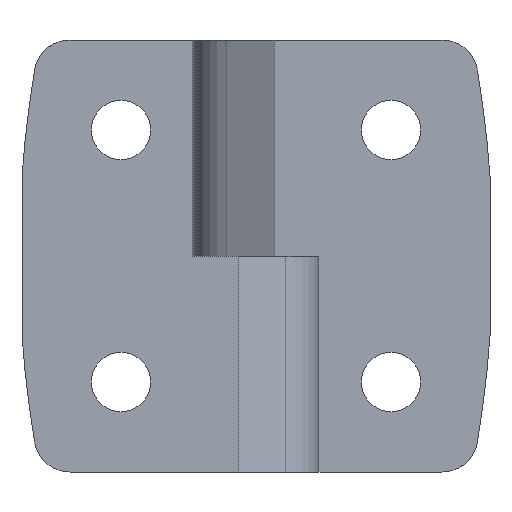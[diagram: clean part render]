
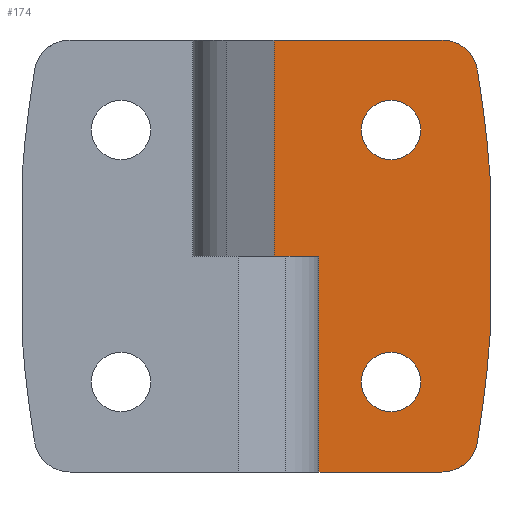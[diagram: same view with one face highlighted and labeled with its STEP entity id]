
A CAD part, front view. The second image highlights one B-rep face of the part: STEP entity #174.
In plain terms, the highlighted planar face has unit normal (0, -1, 0).
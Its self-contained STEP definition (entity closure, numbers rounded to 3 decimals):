
#174 = ADVANCED_FACE( '', ( #339, #340, #341 ), #342, .F. );
#339 = FACE_BOUND( '', #496, .T. );
#340 = FACE_BOUND( '', #497, .T. );
#341 = FACE_OUTER_BOUND( '', #498, .T. );
#342 = PLANE( '', #499 );
#496 = EDGE_LOOP( '', ( #824 ) );
#497 = EDGE_LOOP( '', ( #825 ) );
#498 = EDGE_LOOP( '', ( #826, #827, #828, #829, #830, #831, #832, #833, #834, #835 ) );
#499 = AXIS2_PLACEMENT_3D( '', #836, #837, #838 );
#824 = ORIENTED_EDGE( '', *, *, #1023, .T. );
#825 = ORIENTED_EDGE( '', *, *, #977, .T. );
#826 = ORIENTED_EDGE( '', *, *, #991, .F. );
#827 = ORIENTED_EDGE( '', *, *, #954, .T. );
#828 = ORIENTED_EDGE( '', *, *, #1013, .F. );
#829 = ORIENTED_EDGE( '', *, *, #962, .F. );
#830 = ORIENTED_EDGE( '', *, *, #951, .F. );
#831 = ORIENTED_EDGE( '', *, *, #1024, .F. );
#832 = ORIENTED_EDGE( '', *, *, #1025, .F. );
#833 = ORIENTED_EDGE( '', *, *, #940, .F. );
#834 = ORIENTED_EDGE( '', *, *, #911, .T. );
#835 = ORIENTED_EDGE( '', *, *, #947, .F. );
#836 = CARTESIAN_POINT( '', ( 26., -9., -24. ) );
#837 = DIRECTION( '', ( 0., 1., 0. ) );
#838 = DIRECTION( '', ( 0., 0., 1. ) );
#911 = EDGE_CURVE( '', #1066, #1063, #1067, .T. );
#940 = EDGE_CURVE( '', #1066, #1115, #1116, .T. );
#947 = EDGE_CURVE( '', #1123, #1063, #1125, .T. );
#951 = EDGE_CURVE( '', #1128, #1130, #1131, .T. );
#954 = EDGE_CURVE( '', #1134, #1135, #1136, .T. );
#962 = EDGE_CURVE( '', #1130, #1148, #1149, .T. );
#977 = EDGE_CURVE( '', #1172, #1172, #1173, .T. );
#991 = EDGE_CURVE( '', #1134, #1123, #1193, .T. );
#1013 = EDGE_CURVE( '', #1148, #1135, #1221, .T. );
#1023 = EDGE_CURVE( '', #1231, #1231, #1232, .T. );
#1024 = EDGE_CURVE( '', #1233, #1128, #1234, .T. );
#1025 = EDGE_CURVE( '', #1115, #1233, #1235, .T. );
#1063 = VERTEX_POINT( '', #1280 );
#1066 = VERTEX_POINT( '', #1284 );
#1067 = LINE( '', #1285, #1286 );
#1115 = VERTEX_POINT( '', #1620 );
#1116 = CIRCLE( '', #1621, 125.64 );
#1123 = VERTEX_POINT( '', #1645 );
#1125 = CIRCLE( '', #1648, 125.64 );
#1128 = VERTEX_POINT( '', #1656 );
#1130 = VERTEX_POINT( '', #1659 );
#1131 = LINE( '', #1660, #1661 );
#1134 = VERTEX_POINT( '', #1665 );
#1135 = VERTEX_POINT( '', #1666 );
#1136 = LINE( '', #1667, #1668 );
#1148 = VERTEX_POINT( '', #1683 );
#1149 = LINE( '', #1684, #1685 );
#1172 = VERTEX_POINT( '', #1732 );
#1173 = CIRCLE( '', #1733, 3.3 );
#1193 = CIRCLE( '', #1764, 4. );
#1221 = LINE( '', #1887, #1888 );
#1231 = VERTEX_POINT( '', #1902 );
#1232 = CIRCLE( '', #1903, 3.3 );
#1233 = VERTEX_POINT( '', #1904 );
#1234 = LINE( '', #1905, #1906 );
#1235 = CIRCLE( '', #1907, 4. );
#1280 = CARTESIAN_POINT( '', ( 26., -9., 8.871 ) );
#1284 = CARTESIAN_POINT( '', ( 26., -9., -8.871 ) );
#1285 = CARTESIAN_POINT( '', ( 26., -9., -24. ) );
#1286 = VECTOR( '', #1946, 1000. );
#1620 = CARTESIAN_POINT( '', ( 24.604, -9., -20.658 ) );
#1621 = AXIS2_PLACEMENT_3D( '', #1976, #1977, #1978 );
#1645 = CARTESIAN_POINT( '', ( 24.604, -9., 20.658 ) );
#1648 = AXIS2_PLACEMENT_3D( '', #1982, #1983, #1984 );
#1656 = CARTESIAN_POINT( '', ( 7., -9., -24. ) );
#1659 = CARTESIAN_POINT( '', ( 7., -9., 0. ) );
#1660 = CARTESIAN_POINT( '', ( 7., -9., -24. ) );
#1661 = VECTOR( '', #1986, 1000. );
#1665 = CARTESIAN_POINT( '', ( 20.658, -9., 24. ) );
#1666 = CARTESIAN_POINT( '', ( 2., -9., 24. ) );
#1667 = CARTESIAN_POINT( '', ( 26., -9., 24. ) );
#1668 = VECTOR( '', #1988, 1000. );
#1683 = CARTESIAN_POINT( '', ( 2., -9., 0. ) );
#1684 = CARTESIAN_POINT( '', ( 7., -9., 0. ) );
#1685 = VECTOR( '', #2001, 1000. );
#1732 = CARTESIAN_POINT( '', ( 15., -9., 17.3 ) );
#1733 = AXIS2_PLACEMENT_3D( '', #2018, #2019, #2020 );
#1764 = AXIS2_PLACEMENT_3D( '', #2034, #2035, #2036 );
#1887 = CARTESIAN_POINT( '', ( 2., -9., -24. ) );
#1888 = VECTOR( '', #2049, 1000. );
#1902 = CARTESIAN_POINT( '', ( 15., -9., -10.7 ) );
#1903 = AXIS2_PLACEMENT_3D( '', #2054, #2055, #2056 );
#1904 = CARTESIAN_POINT( '', ( 20.658, -9., -24. ) );
#1905 = CARTESIAN_POINT( '', ( 26., -9., -24. ) );
#1906 = VECTOR( '', #2057, 1000. );
#1907 = AXIS2_PLACEMENT_3D( '', #2058, #2059, #2060 );
#1946 = DIRECTION( '', ( 0., 0., 1. ) );
#1976 = CARTESIAN_POINT( '', ( -99.327, -9., 0. ) );
#1977 = DIRECTION( '', ( 0., 1., 0. ) );
#1978 = DIRECTION( '', ( 1., 0., 0. ) );
#1982 = CARTESIAN_POINT( '', ( -99.327, -9., 0. ) );
#1983 = DIRECTION( '', ( 0., 1., 0. ) );
#1984 = DIRECTION( '', ( 1., 0., 0. ) );
#1986 = DIRECTION( '', ( 0., 0., 1. ) );
#1988 = DIRECTION( '', ( -1., 0., 0. ) );
#2001 = DIRECTION( '', ( -1., 0., 0. ) );
#2018 = CARTESIAN_POINT( '', ( 15., -9., 14. ) );
#2019 = DIRECTION( '', ( 0., 1., 0. ) );
#2020 = DIRECTION( '', ( 0., 0., 1. ) );
#2034 = CARTESIAN_POINT( '', ( 20.658, -9., 20. ) );
#2035 = DIRECTION( '', ( 0., 1., 0. ) );
#2036 = DIRECTION( '', ( 1., 0., 0. ) );
#2049 = DIRECTION( '', ( 0., 0., 1. ) );
#2054 = CARTESIAN_POINT( '', ( 15., -9., -14. ) );
#2055 = DIRECTION( '', ( 0., 1., 0. ) );
#2056 = DIRECTION( '', ( 0., 0., 1. ) );
#2057 = DIRECTION( '', ( -1., 0., 0. ) );
#2058 = CARTESIAN_POINT( '', ( 20.658, -9., -20. ) );
#2059 = DIRECTION( '', ( 0., 1., 0. ) );
#2060 = DIRECTION( '', ( 1., 0., 0. ) );
